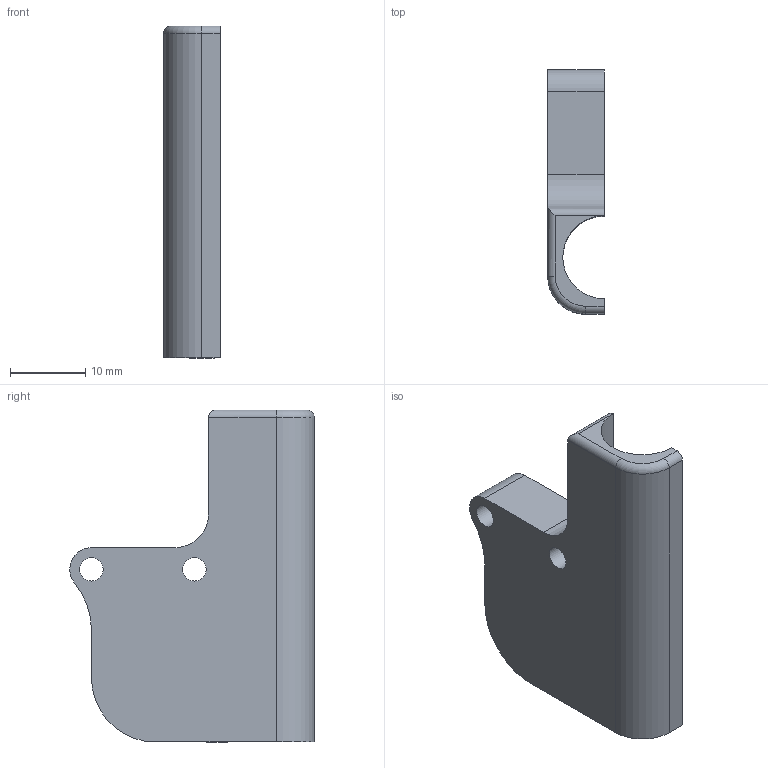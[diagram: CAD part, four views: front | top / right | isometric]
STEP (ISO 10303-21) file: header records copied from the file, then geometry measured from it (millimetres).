
FILE_DESCRIPTION(/* description */ (''),/* implementation_level */ '2;1');
FILE_NAME(/* name */ 'PENATTACHMENT.step',/* time_stamp */ '2024-06-20T09:20:46-07:00',/* author */ (''),/* organization */ (''),/* preprocessor_version */ 'ST-DEVELOPER v20',/* originating_system */ 'Autodesk Translation Framework v13.14.0.145',/* authorisation */ '');
FILE_SCHEMA (('AUTOMOTIVE_DESIGN { 1 0 10303 214 3 1 1 }'));
Length unit declared in the file: millimetre
Products named in the file (1): FusionComponent
Bounding box: 7.5 x 32.4 x 44 mm (x, y, z)
Volume: 5033.2 mm3; surface area: 3453.1 mm2
Topology: 1 solids, 1 shells, 27 faces, 65 edges, 42 vertices
Faces by surface type: cylinder 13, plane 11, cone 2, torus 1
Full cylindrical faces by diameter (mm): 3.086 x2, 4 x2
Entity records: 838 total; most frequent: DIRECTION 151, CARTESIAN_POINT 135, ORIENTED_EDGE 130, EDGE_CURVE 65, AXIS2_PLACEMENT_3D 58, VERTEX_POINT 42, LINE 35, VECTOR 35
